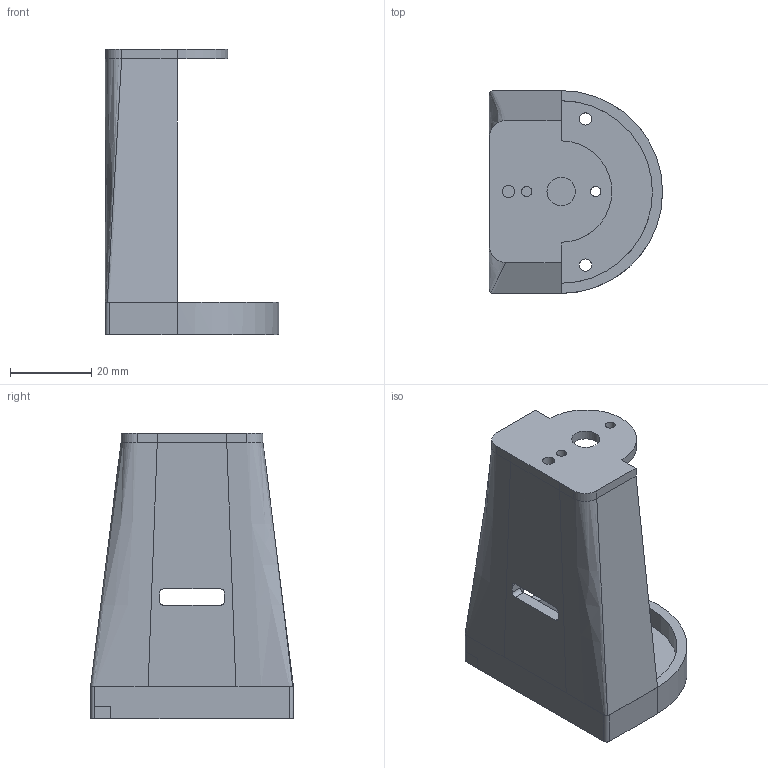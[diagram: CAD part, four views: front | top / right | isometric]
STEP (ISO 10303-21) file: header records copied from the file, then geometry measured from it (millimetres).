
FILE_DESCRIPTION(/* description */ (''),/* implementation_level */ '2;1');
FILE_NAME(/* name */ '',/* time_stamp */ '2022-10-21T18:58:34+08:00',/* author */ (''),/* organization */ (''),/* preprocessor_version */ 'ST-DEVELOPER v19.2',/* originating_system */ 'Autodesk Translation Framework v11.17.0.187',/* authorisation */ '');
FILE_SCHEMA (('AUTOMOTIVE_DESIGN { 1 0 10303 214 3 1 1 }'));
Length unit declared in the file: millimetre
Products named in the file (1): 主干
Bounding box: 42.68 x 50 x 70.38 mm (x, y, z)
Volume: 21287.7 mm3; surface area: 16033.5 mm2
Topology: 1 solids, 1 shells, 86 faces, 235 edges, 152 vertices
Faces by surface type: plane 42, cylinder 32, bspline 12
Full cylindrical faces by diameter (mm): 2.5 x2, 3 x5, 7 x1
Entity records: 3223 total; most frequent: CARTESIAN_POINT 1058, ORIENTED_EDGE 458, DIRECTION 407, EDGE_CURVE 229, VERTEX_POINT 150, AXIS2_PLACEMENT_3D 139, LINE 129, VECTOR 129
